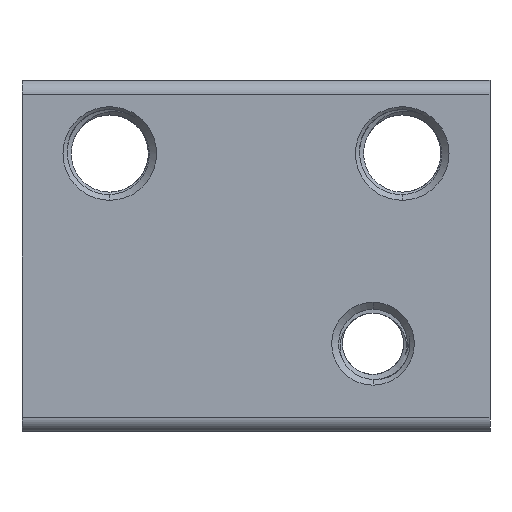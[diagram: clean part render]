
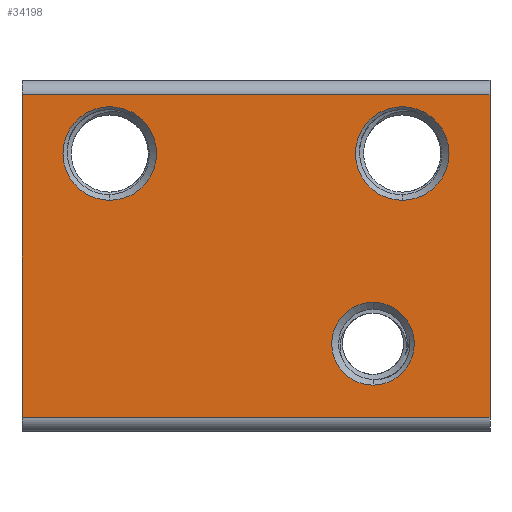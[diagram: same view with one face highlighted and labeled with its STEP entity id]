
A CAD part, left-side view. The second image highlights one B-rep face of the part: STEP entity #34198.
In plain terms, the highlighted planar face has unit normal (-1, 0, 0).
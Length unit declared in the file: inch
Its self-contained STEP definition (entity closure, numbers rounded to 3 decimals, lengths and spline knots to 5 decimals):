
#720 = AXIS2_PLACEMENT_3D ( 'NONE', #7575, #26368, #38719 ) ;
#1474 = CARTESIAN_POINT ( 'NONE',  ( -2.13697, 1.27995, -1.18247 ) ) ;
#1725 = ORIENTED_EDGE ( 'NONE', *, *, #24911, .T. ) ;
#1827 = VECTOR ( 'NONE', #3716, 39.37008 ) ;
#1869 = VERTEX_POINT ( 'NONE', #20141 ) ;
#3716 = DIRECTION ( 'NONE',  ( 0., 1., 0. ) ) ;
#3773 = DIRECTION ( 'NONE',  ( 0., 0., 1. ) ) ;
#5573 = LINE ( 'NONE', #29176, #29132 ) ;
#5851 = EDGE_CURVE ( 'NONE', #16983, #1869, #22460, .T. ) ;
#6192 = VERTEX_POINT ( 'NONE', #38021 ) ;
#6536 = VERTEX_POINT ( 'NONE', #39553 ) ;
#7128 = VERTEX_POINT ( 'NONE', #11099 ) ;
#7245 = DIRECTION ( 'NONE',  ( 1., 0., 0. ) ) ;
#7575 = CARTESIAN_POINT ( 'NONE',  ( -2.13697, 0.15489, -1.9955 ) ) ;
#8949 = EDGE_CURVE ( 'NONE', #25670, #6536, #40500, .T. ) ;
#9244 = CIRCLE ( 'NONE', #22044, 0.2 ) ;
#9366 = ORIENTED_EDGE ( 'NONE', *, *, #37267, .T. ) ;
#9688 = CARTESIAN_POINT ( 'NONE',  ( -2.13697, 0.15489, -1.9955 ) ) ;
#10199 = ORIENTED_EDGE ( 'NONE', *, *, #12790, .T. ) ;
#10345 = DIRECTION ( 'NONE',  ( 1., 0., 0. ) ) ;
#11099 = CARTESIAN_POINT ( 'NONE',  ( -2.13697, 1.65495, -2.31047 ) ) ;
#11546 = ORIENTED_EDGE ( 'NONE', *, *, #14140, .T. ) ;
#12439 = EDGE_CURVE ( 'NONE', #36730, #15323, #18309, .T. ) ;
#12790 = EDGE_CURVE ( 'NONE', #15323, #36730, #19621, .T. ) ;
#12987 = CARTESIAN_POINT ( 'NONE',  ( -2.13697, 1.65495, -0.93047 ) ) ;
#13041 = CARTESIAN_POINT ( 'NONE',  ( -2.13697, 1.65495, -0.93047 ) ) ;
#13145 = CARTESIAN_POINT ( 'NONE',  ( -2.13697, -0.34505, -2.31047 ) ) ;
#13777 = DIRECTION ( 'NONE',  ( 0., 0., 1. ) ) ;
#14140 = EDGE_CURVE ( 'NONE', #1869, #16983, #9244, .T. ) ;
#15323 = VERTEX_POINT ( 'NONE', #25286 ) ;
#15428 = EDGE_LOOP ( 'NONE', ( #28692, #9366 ) ) ;
#16524 = LINE ( 'NONE', #13041, #1827 ) ;
#16832 = CARTESIAN_POINT ( 'NONE',  ( -2.13697, -0.34505, -0.93047 ) ) ;
#16833 = CARTESIAN_POINT ( 'NONE',  ( -2.13697, 0.02995, -1.18247 ) ) ;
#16860 = DIRECTION ( 'NONE',  ( 1., 0., 0. ) ) ;
#16887 = CARTESIAN_POINT ( 'NONE',  ( -2.13697, 0.02995, -0.98247 ) ) ;
#16983 = VERTEX_POINT ( 'NONE', #16887 ) ;
#17190 = EDGE_CURVE ( 'NONE', #6192, #20382, #38084, .T. ) ;
#17327 = EDGE_LOOP ( 'NONE', ( #29189, #11546 ) ) ;
#18279 = ORIENTED_EDGE ( 'NONE', *, *, #12439, .T. ) ;
#18309 = CIRCLE ( 'NONE', #27503, 0.17667 ) ;
#19245 = AXIS2_PLACEMENT_3D ( 'NONE', #1474, #10345, #13777 ) ;
#19480 = FACE_BOUND ( 'NONE', #19590, .T. ) ;
#19590 = EDGE_LOOP ( 'NONE', ( #10199, #18279 ) ) ;
#19621 = CIRCLE ( 'NONE', #720, 0.17667 ) ;
#20016 = VECTOR ( 'NONE', #32529, 39.37008 ) ;
#20141 = CARTESIAN_POINT ( 'NONE',  ( -2.13697, 0.02995, -1.38247 ) ) ;
#20382 = VERTEX_POINT ( 'NONE', #22566 ) ;
#20997 = DIRECTION ( 'NONE',  ( 0., 0., -1. ) ) ;
#21999 = FACE_BOUND ( 'NONE', #17327, .T. ) ;
#22044 = AXIS2_PLACEMENT_3D ( 'NONE', #35362, #16860, #38397 ) ;
#22460 = CIRCLE ( 'NONE', #23296, 0.2 ) ;
#22566 = CARTESIAN_POINT ( 'NONE',  ( -2.13697, -0.34505, -2.31047 ) ) ;
#22581 = DIRECTION ( 'NONE',  ( 0., 0., 1. ) ) ;
#23284 = DIRECTION ( 'NONE',  ( -1., 0., 0. ) ) ;
#23296 = AXIS2_PLACEMENT_3D ( 'NONE', #16833, #7245, #38788 ) ;
#23462 = ORIENTED_EDGE ( 'NONE', *, *, #17190, .F. ) ;
#24911 = EDGE_CURVE ( 'NONE', #6192, #35042, #16524, .T. ) ;
#25286 = CARTESIAN_POINT ( 'NONE',  ( -2.13697, 0.15489, -1.81882 ) ) ;
#25482 = DIRECTION ( 'NONE',  ( 1., 0., 0. ) ) ;
#25560 = CARTESIAN_POINT ( 'NONE',  ( -2.13697, 0.15489, -2.17217 ) ) ;
#25670 = VERTEX_POINT ( 'NONE', #27400 ) ;
#26368 = DIRECTION ( 'NONE',  ( 1., 0., 0. ) ) ;
#26432 = DIRECTION ( 'NONE',  ( 0., 1., 0. ) ) ;
#27400 = CARTESIAN_POINT ( 'NONE',  ( -2.13697, 1.27995, -0.98247 ) ) ;
#27503 = AXIS2_PLACEMENT_3D ( 'NONE', #9688, #25482, #22581 ) ;
#27693 = ORIENTED_EDGE ( 'NONE', *, *, #35571, .T. ) ;
#27938 = AXIS2_PLACEMENT_3D ( 'NONE', #38760, #39040, #29729 ) ;
#28392 = LINE ( 'NONE', #13145, #20016 ) ;
#28692 = ORIENTED_EDGE ( 'NONE', *, *, #8949, .T. ) ;
#28740 = ORIENTED_EDGE ( 'NONE', *, *, #37214, .F. ) ;
#29132 = VECTOR ( 'NONE', #3773, 39.37008 ) ;
#29176 = CARTESIAN_POINT ( 'NONE',  ( -2.13697, 1.65495, -0.87047 ) ) ;
#29189 = ORIENTED_EDGE ( 'NONE', *, *, #5851, .T. ) ;
#29340 = PLANE ( 'NONE',  #33619 ) ;
#29729 = DIRECTION ( 'NONE',  ( 0., 0., 1. ) ) ;
#30338 = CARTESIAN_POINT ( 'NONE',  ( -2.13697, -0.34505, -1.62047 ) ) ;
#32529 = DIRECTION ( 'NONE',  ( 0., -1., 0. ) ) ;
#33619 = AXIS2_PLACEMENT_3D ( 'NONE', #16832, #23284, #26432 ) ;
#34198 = ADVANCED_FACE ( 'NONE', ( #34238, #21999, #19480, #36724 ), #29340, .T. ) ;
#34238 = FACE_OUTER_BOUND ( 'NONE', #39178, .T. ) ;
#35042 = VERTEX_POINT ( 'NONE', #12987 ) ;
#35362 = CARTESIAN_POINT ( 'NONE',  ( -2.13697, 0.02995, -1.18247 ) ) ;
#35571 = EDGE_CURVE ( 'NONE', #7128, #20382, #28392, .T. ) ;
#36724 = FACE_BOUND ( 'NONE', #15428, .T. ) ;
#36730 = VERTEX_POINT ( 'NONE', #25560 ) ;
#36990 = CIRCLE ( 'NONE', #27938, 0.2 ) ;
#37100 = VECTOR ( 'NONE', #20997, 39.37008 ) ;
#37214 = EDGE_CURVE ( 'NONE', #7128, #35042, #5573, .T. ) ;
#37267 = EDGE_CURVE ( 'NONE', #6536, #25670, #36990, .T. ) ;
#38021 = CARTESIAN_POINT ( 'NONE',  ( -2.13697, -0.34505, -0.93047 ) ) ;
#38084 = LINE ( 'NONE', #30338, #37100 ) ;
#38397 = DIRECTION ( 'NONE',  ( 0., 0., 1. ) ) ;
#38719 = DIRECTION ( 'NONE',  ( 0., 0., 1. ) ) ;
#38760 = CARTESIAN_POINT ( 'NONE',  ( -2.13697, 1.27995, -1.18247 ) ) ;
#38788 = DIRECTION ( 'NONE',  ( 0., 0., 1. ) ) ;
#39040 = DIRECTION ( 'NONE',  ( 1., 0., 0. ) ) ;
#39178 = EDGE_LOOP ( 'NONE', ( #23462, #1725, #28740, #27693 ) ) ;
#39553 = CARTESIAN_POINT ( 'NONE',  ( -2.13697, 1.27995, -1.38247 ) ) ;
#40500 = CIRCLE ( 'NONE', #19245, 0.2 ) ;
